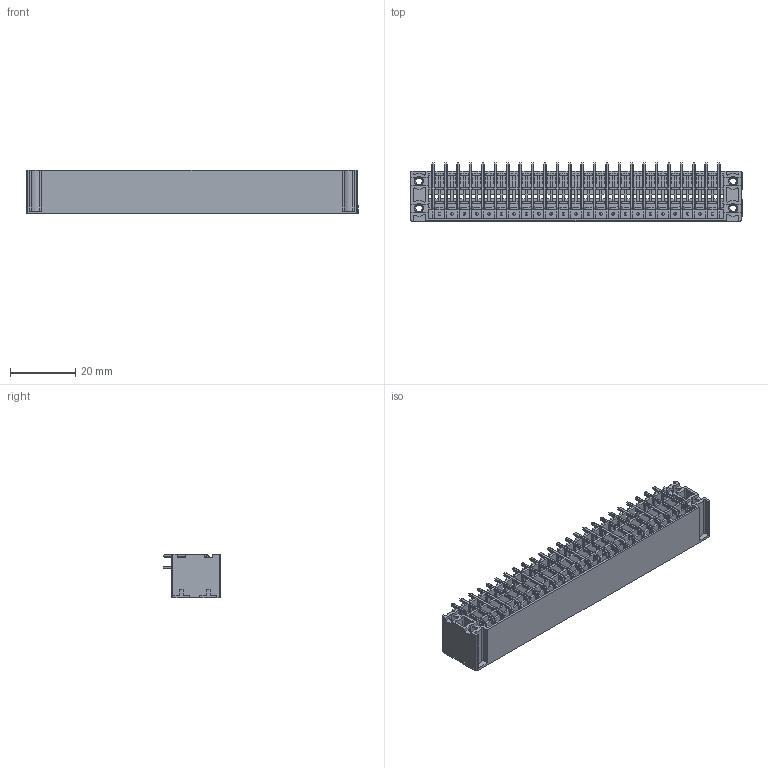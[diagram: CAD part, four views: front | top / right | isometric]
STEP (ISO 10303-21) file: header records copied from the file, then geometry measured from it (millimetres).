
FILE_DESCRIPTION( ('This file contains a STEP AP42 implementation' ,'as created by ZW3D STEP Interface translator.') ,'2;1' );
FILE_NAME( 'WJ15EDGRHBM-THT-3.81-2x24P-00A.stp' ,'23 323.1551 5', (''), ('ZWCAD Software Co.'), 'Version 1.0', 'ZW3D to STEP translator', '' );
FILE_SCHEMA(('AUTOMOTIVE_DESIGN { 1 0 10303 214 1 1 1 1 }'));
Length unit declared in the file: millimetre
Products named in the file (2): 0; WJ15EDGRHBM-3.81-2x10P-14A-00N
Bounding box: 101.93 x 17.8 x 13.3 mm (x, y, z)
Volume: 9004.5 mm3; surface area: 24168.9 mm2
Topology: 1 solids, 1 shells, 6992 faces, 18941 edges, 12194 vertices
Faces by surface type: plane 5136, bspline 1095, cone 416, cylinder 301, sphere 44
Entity records: 252448 total; most frequent: CARTESIAN_POINT 75569, ORIENTED_EDGE 37790, DIRECTION 31809, EDGE_CURVE 18895, VECTOR 13937, LINE 13937, VERTEX_POINT 12194, AXIS2_PLACEMENT_3D 8936
